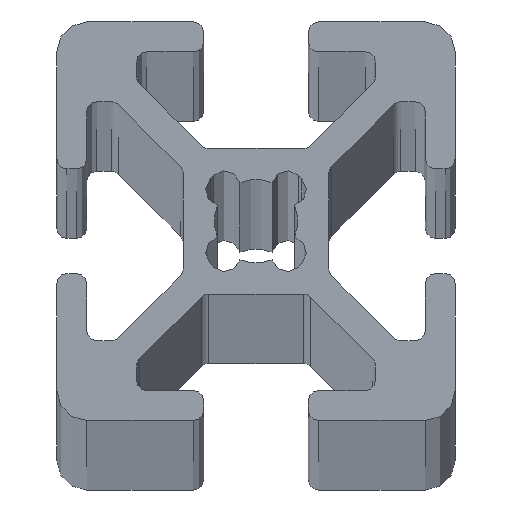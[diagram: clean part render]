
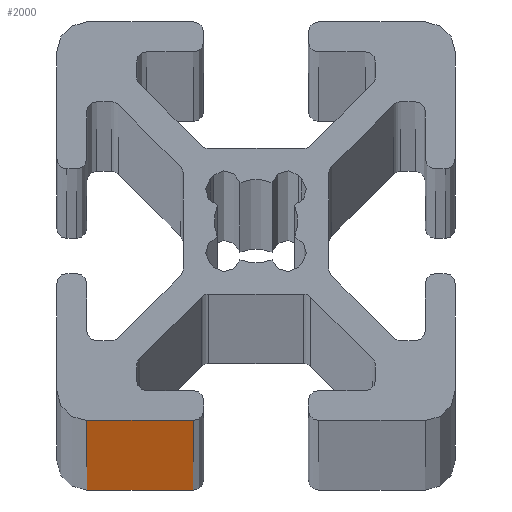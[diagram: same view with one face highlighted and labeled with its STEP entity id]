
A CAD part, top view. The second image highlights one B-rep face of the part: STEP entity #2000.
In plain terms, the highlighted planar face has unit normal (0, -1, 0).
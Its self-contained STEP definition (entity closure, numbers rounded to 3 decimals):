
#196=ORIENTED_EDGE('',*,*,#819,.F.);
#197=ORIENTED_EDGE('',*,*,#818,.F.);
#198=ORIENTED_EDGE('',*,*,#820,.T.);
#199=ORIENTED_EDGE('',*,*,#821,.T.);
#818=EDGE_CURVE('',#1129,#1128,#1336,.T.);
#819=EDGE_CURVE('',#1128,#1130,#1337,.T.);
#820=EDGE_CURVE('',#1129,#1131,#1338,.T.);
#821=EDGE_CURVE('',#1131,#1130,#1339,.T.);
#1128=VERTEX_POINT('',#2985);
#1129=VERTEX_POINT('',#2987);
#1130=VERTEX_POINT('',#2991);
#1131=VERTEX_POINT('',#2993);
#1336=LINE('',#2988,#1536);
#1337=LINE('',#2990,#1537);
#1338=LINE('',#2992,#1538);
#1339=LINE('',#2994,#1539);
#1536=VECTOR('',#2349,1000.);
#1537=VECTOR('',#2352,1000.);
#1538=VECTOR('',#2353,1000.);
#1539=VECTOR('',#2354,1000.);
#1734=EDGE_LOOP('',(#196,#197,#198,#199));
#1842=FACE_BOUND('',#1734,.T.);
#1949=PLANE('',#2121);
#2000=ADVANCED_FACE('',(#1842),#1949,.T.);
#2121=AXIS2_PLACEMENT_3D('',#2989,#2350,#2351);
#2349=DIRECTION('',(0.,0.,1.));
#2350=DIRECTION('',(0.,-1.,0.));
#2351=DIRECTION('',(0.,0.,-1.));
#2352=DIRECTION('',(1.,0.,0.));
#2353=DIRECTION('',(1.,0.,0.));
#2354=DIRECTION('',(0.,0.,1.));
#2985=CARTESIAN_POINT('',(-8.5,-10.,0.));
#2987=CARTESIAN_POINT('',(-8.5,-10.,-2000.));
#2988=CARTESIAN_POINT('',(-8.5,-10.,-2000.));
#2989=CARTESIAN_POINT('',(-8.5,-10.,-2000.));
#2990=CARTESIAN_POINT('',(-8.5,-10.,0.));
#2991=CARTESIAN_POINT('',(-3.138,-10.,0.));
#2992=CARTESIAN_POINT('',(-8.5,-10.,-2000.));
#2993=CARTESIAN_POINT('',(-3.138,-10.,-2000.));
#2994=CARTESIAN_POINT('',(-3.138,-10.,-2000.));
